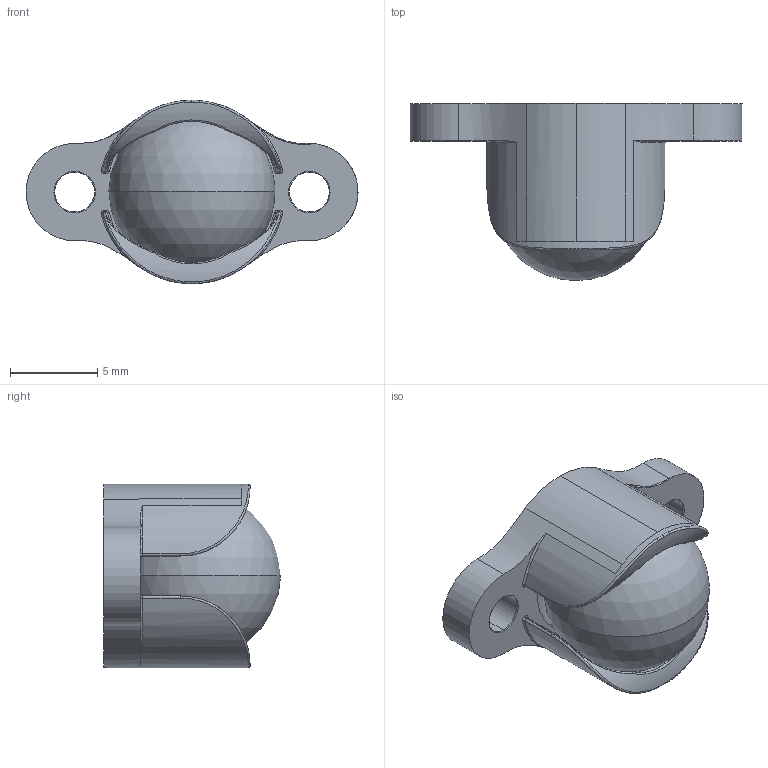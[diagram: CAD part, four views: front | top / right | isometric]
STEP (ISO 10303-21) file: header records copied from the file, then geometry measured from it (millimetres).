
FILE_DESCRIPTION (( 'STEP AP214' ), '1' );
FILE_NAME ('Pololu Ball Caster with 38 Metal Ball.STEP', '2017-03-27T00:08:08', ( '' ), ( '' ), 'SwSTEP 2.0', 'SolidWorks 2016', '' );
FILE_SCHEMA (( 'AUTOMOTIVE_DESIGN' ));
Length unit declared in the file: inch
Products named in the file (3): Pololu Ball Caster with 38 Metal Balla_Predeterminado; Pololu Ball Caster with 38 Metal Ballc_Predeterminado; Pololu Ball Caster with 38 Metal Ball
Assembly tree (2 placements, depth 2):
  Pololu Ball Caster with 38 Metal Ball
    Pololu Ball Caster with 38 Metal Ballc_Predeterminado
    Pololu Ball Caster with 38 Metal Balla_Predeterminado
Bounding box: 19.05 x 10.15 x 10.53 mm (x, y, z)
Volume: 709.4 mm3; surface area: 971 mm2
Topology: 2 solids, 2 shells, 99 faces, 248 edges, 152 vertices
Faces by surface type: cylinder 36, torus 31, bspline 22, plane 8, sphere 2
Entity records: 4273 total; most frequent: CARTESIAN_POINT 1910, ORIENTED_EDGE 486, DIRECTION 470, EDGE_CURVE 243, AXIS2_PLACEMENT_3D 208, VERTEX_POINT 149, CIRCLE 126, EDGE_LOOP 106
